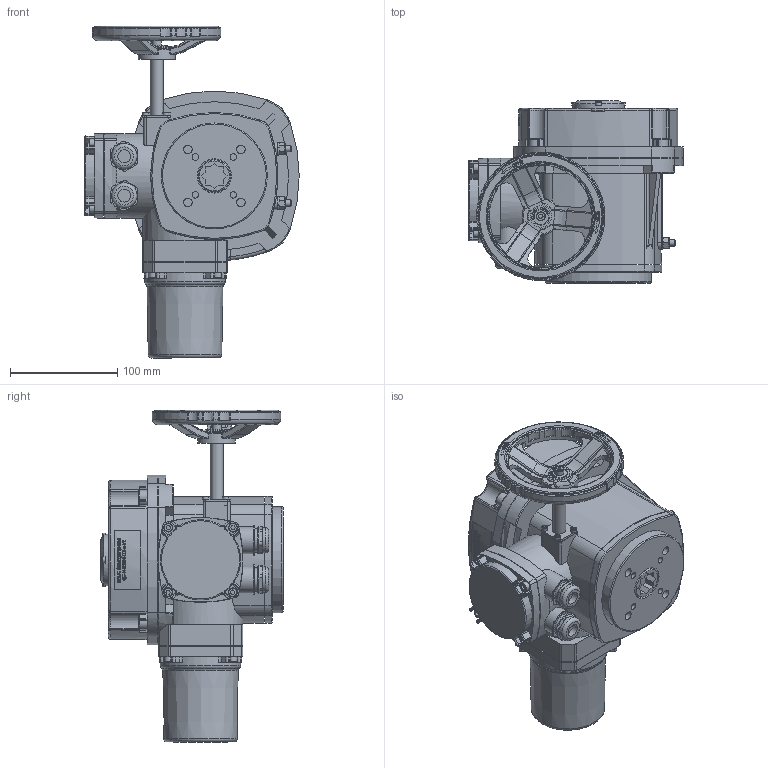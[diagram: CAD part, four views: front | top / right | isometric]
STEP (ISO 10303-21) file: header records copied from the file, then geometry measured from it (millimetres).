
FILE_DESCRIPTION(/* description */ (''),/* implementation_level */ '2;1');
FILE_NAME(/* name */ 'QT-N-010M_3D_STEP.stp',/* time_stamp */ '2025-02-09T20:22:17+03:00',/* author */ ('igorr'),/* organization */ (''),/* preprocessor_version */ 'ST-DEVELOPER v20',/* originating_system */ 'Autodesk Inventor 2025',/* authorisation */ '');
FILE_SCHEMA (('AUTOMOTIVE_DESIGN { 1 0 10303 214 3 1 1 }'));
Length unit declared in the file: millimetre
Products named in the file (7): Сборка; Деталь; Деталь 2; ANSI B18.2.4.2M - M6x1; AS 1420 - 1973 - M3 x 6; AS 1420 - 1973 - M8 x 16; AS 1420 - 1973 - M5 x 10
Assembly tree (25 placements, depth 2):
  Сборка
    Деталь
    Деталь 2
    AS 1420 - 1973 - M5 x 10  x9
    ANSI B18.2.4.2M - M6x1  x2
    AS 1420 - 1973 - M3 x 6  x8
    AS 1420 - 1973 - M8 x 16  x4
Bounding box: 200.29 x 170 x 310 mm (x, y, z)
Volume: 3312384.2 mm3; surface area: 287649.5 mm2
Topology: 25 solids, 26 shells, 2156 faces, 5537 edges, 3551 vertices
Faces by surface type: plane 940, cylinder 540, bspline 338, torus 210, cone 76, sphere 52
Full cylindrical faces by diameter (mm): 3 x8, 4.917 x2, 5 x9, 5.5 x8, 6 x6, 8 x8, 8.5 x9, 12 x3, 13 x4, 20 x1, 22 x2, 23.547 x2, 24 x2, 25 x2, 26.942 x2, 30 x1, 32 x1, 32.726 x1, 34 x1, 35 x1, 48 x1, 50 x1, 50.601 x1, 75 x1, 76.285 x1, 79 x1, 96 x1, 99 x1, 100 x1, 116 x1
Entity records: 70321 total; most frequent: CARTESIAN_POINT 23780, ORIENTED_EDGE 9656, DIRECTION 8837, EDGE_CURVE 4828, AXIS2_PLACEMENT_3D 3318, VERTEX_POINT 3090, LINE 2201, VECTOR 2201
